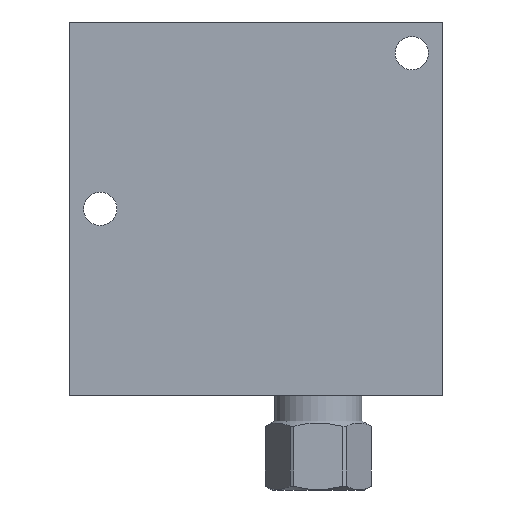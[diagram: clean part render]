
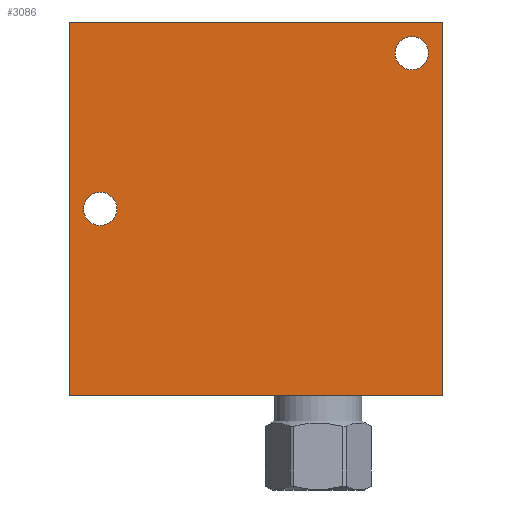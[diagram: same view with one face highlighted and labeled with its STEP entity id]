
A CAD part, front view. The second image highlights one B-rep face of the part: STEP entity #3086.
In plain terms, the highlighted planar face has unit normal (0, -1, 0).
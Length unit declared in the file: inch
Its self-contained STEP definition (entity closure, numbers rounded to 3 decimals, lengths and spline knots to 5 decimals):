
#5=DIRECTION('',(1.,0.,0.));
#6=VECTOR('',#5,3.);
#7=CARTESIAN_POINT('',(0.,-1.,0.));
#8=LINE('',#7,#6);
#1229=DIRECTION('',(0.,0.,1.));
#1230=VECTOR('',#1229,3.);
#1231=CARTESIAN_POINT('',(3.,-1.,0.));
#1232=LINE('',#1231,#1230);
#1253=DIRECTION('',(0.,0.,1.));
#1254=VECTOR('',#1253,3.);
#1255=CARTESIAN_POINT('',(0.,-1.,0.));
#1256=LINE('',#1255,#1254);
#1257=CARTESIAN_POINT('',(0.25,-1.,1.5));
#1258=DIRECTION('',(0.,1.,0.));
#1259=DIRECTION('',(0.,0.,-1.));
#1260=AXIS2_PLACEMENT_3D('',#1257,#1258,#1259);
#1262=CARTESIAN_POINT('',(0.25,-1.,1.5));
#1263=DIRECTION('',(0.,1.,0.));
#1264=DIRECTION('',(0.,0.,1.));
#1265=AXIS2_PLACEMENT_3D('',#1262,#1263,#1264);
#1267=CARTESIAN_POINT('',(2.75,-1.,2.75));
#1268=DIRECTION('',(0.,1.,0.));
#1269=DIRECTION('',(0.,0.,-1.));
#1270=AXIS2_PLACEMENT_3D('',#1267,#1268,#1269);
#1272=CARTESIAN_POINT('',(2.75,-1.,2.75));
#1273=DIRECTION('',(0.,1.,0.));
#1274=DIRECTION('',(0.,0.,1.));
#1275=AXIS2_PLACEMENT_3D('',#1272,#1273,#1274);
#1303=DIRECTION('',(1.,0.,0.));
#1304=VECTOR('',#1303,3.);
#1305=CARTESIAN_POINT('',(0.,-1.,3.));
#1306=LINE('',#1305,#1304);
#1700=CARTESIAN_POINT('',(0.,-1.,0.));
#1702=VERTEX_POINT('',#1700);
#1703=CARTESIAN_POINT('',(3.,-1.,0.));
#1704=VERTEX_POINT('',#1703);
#1707=CARTESIAN_POINT('',(0.,-1.,3.));
#1708=CARTESIAN_POINT('',(3.,-1.,3.));
#1709=VERTEX_POINT('',#1707);
#1710=VERTEX_POINT('',#1708);
#1827=CARTESIAN_POINT('',(0.25,-1.,1.366));
#1828=CARTESIAN_POINT('',(0.25,-1.,1.634));
#1829=VERTEX_POINT('',#1827);
#1830=VERTEX_POINT('',#1828);
#1835=CARTESIAN_POINT('',(2.75,-1.,2.616));
#1836=CARTESIAN_POINT('',(2.75,-1.,2.884));
#1837=VERTEX_POINT('',#1835);
#1838=VERTEX_POINT('',#1836);
#3062=CARTESIAN_POINT('',(0.,-1.,0.));
#3063=DIRECTION('',(0.,-1.,0.));
#3064=DIRECTION('',(1.,0.,0.));
#3065=AXIS2_PLACEMENT_3D('',#3062,#3063,#3064);
#3066=PLANE('',#3065);
#3067=ORIENTED_EDGE('',*,*,#1960,.F.);
#3068=ORIENTED_EDGE('',*,*,#1984,.T.);
#3070=ORIENTED_EDGE('',*,*,#3069,.T.);
#3071=ORIENTED_EDGE('',*,*,#3042,.F.);
#3072=EDGE_LOOP('',(#3067,#3068,#3070,#3071));
#3073=FACE_OUTER_BOUND('',#3072,.F.);
#3075=ORIENTED_EDGE('',*,*,#3074,.F.);
#3077=ORIENTED_EDGE('',*,*,#3076,.F.);
#3078=EDGE_LOOP('',(#3075,#3077));
#3079=FACE_BOUND('',#3078,.F.);
#3081=ORIENTED_EDGE('',*,*,#3080,.F.);
#3083=ORIENTED_EDGE('',*,*,#3082,.F.);
#3084=EDGE_LOOP('',(#3081,#3083));
#3085=FACE_BOUND('',#3084,.F.);
#3086=ADVANCED_FACE('',(#3073,#3079,#3085),#3066,.T.);
#1261=CIRCLE('',#1260,0.134);
#1266=CIRCLE('',#1265,0.134);
#1271=CIRCLE('',#1270,0.134);
#1276=CIRCLE('',#1275,0.134);
#1960=EDGE_CURVE('',#1702,#1704,#8,.T.);
#1984=EDGE_CURVE('',#1702,#1709,#1256,.T.);
#3042=EDGE_CURVE('',#1704,#1710,#1232,.T.);
#3069=EDGE_CURVE('',#1709,#1710,#1306,.T.);
#3074=EDGE_CURVE('',#1829,#1830,#1261,.T.);
#3076=EDGE_CURVE('',#1830,#1829,#1266,.T.);
#3080=EDGE_CURVE('',#1837,#1838,#1271,.T.);
#3082=EDGE_CURVE('',#1838,#1837,#1276,.T.);
